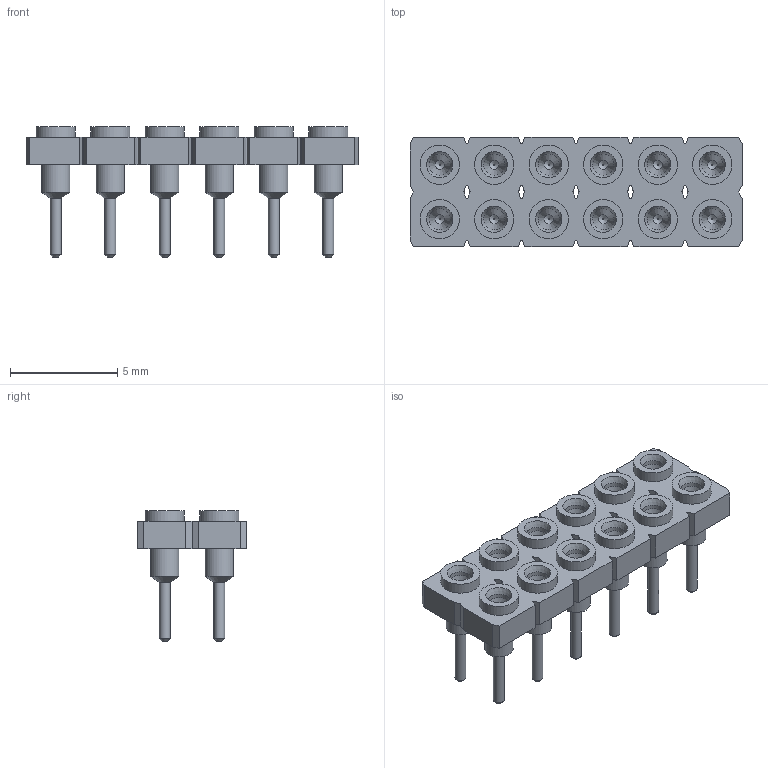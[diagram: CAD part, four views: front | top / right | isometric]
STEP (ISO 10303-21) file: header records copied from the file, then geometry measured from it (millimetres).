
FILE_DESCRIPTION(('STEP AP214'), '1');
FILE_NAME('SL-105-TT-11', '2017-07-15T12:47:55', ('Nobody'), (''), 'ASCON STEP Converter 1.3', 'ASCON Math Kernel', '');
FILE_SCHEMA(('AUTOMOTIVE_DESIGN { 1 0 10303 214 3 1 1}'));
Length unit declared in the file: millimetre
Assembly tree (12 placements, depth 2):
  (unnamed)
    (unnamed)  x12
Bounding box: 15.47 x 5.08 x 6.1 mm (x, y, z)
Volume: 122.1 mm3; surface area: 647.1 mm2
Topology: 13 solids, 13 shells, 314 faces, 636 edges, 396 vertices
Faces by surface type: plane 138, cylinder 104, cone 72
Full cylindrical faces by diameter (mm): 0.51 x12, 1 x24, 1.32 x36, 1.83 x12
Entity records: 4919 total; most frequent: DIRECTION 632, CARTESIAN_POINT 631, ORIENTED_EDGE 586, EDGE_CURVE 293, LINE 212, VECTOR 212, AXIS2_PLACEMENT_3D 210, VERTEX_POINT 209
